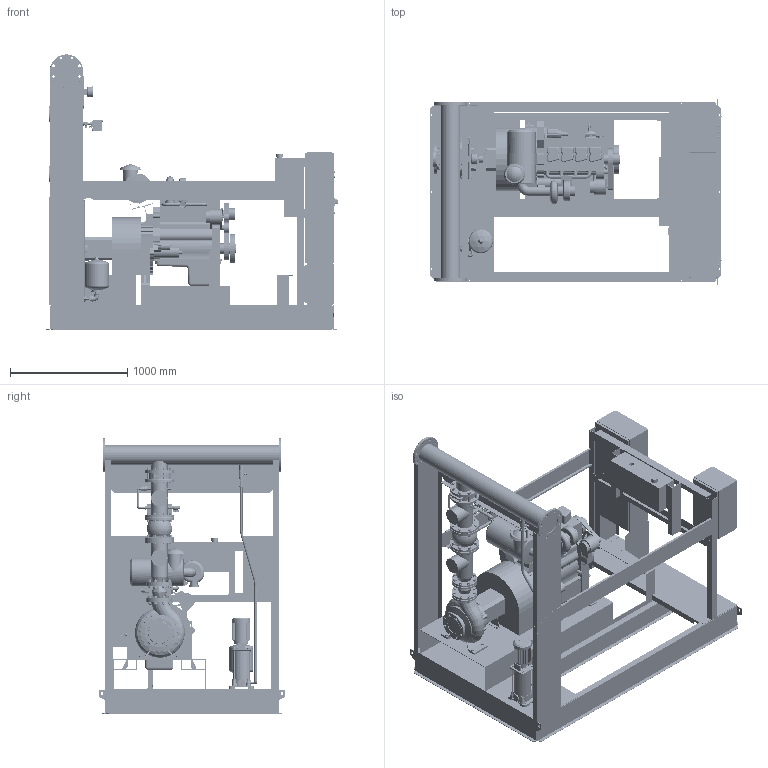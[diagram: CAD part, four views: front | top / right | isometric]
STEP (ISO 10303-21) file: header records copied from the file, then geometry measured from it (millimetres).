
FILE_DESCRIPTION((''),'2;1');
FILE_NAME('3d_Sifire-EN-100_250-247-100_1.1DJ-4183911.stp','2015-05-26T10:11:55',(''),(''),'Mechanical Desktop 2009','Mechanical Desktop 2009',', , ');
FILE_SCHEMA(('CONFIG_CONTROL_DESIGN'));
Length unit declared in the file: millimetre
Products named in the file (1): Product
Bounding box: 2485.5 x 1582 x 2345.5 mm (x, y, z)
Volume: 547567490.3 mm3; surface area: 40959386.8 mm2
Topology: 219 solids, 219 shells, 5507 faces, 13373 edges, 8417 vertices
Faces by surface type: plane 2108, bspline 1418, cylinder 1216, cone 580, torus 156, sphere 29
Full cylindrical faces by diameter (mm): 309 x1
Entity records: 175938 total; most frequent: CARTESIAN_POINT 53078, ORIENTED_EDGE 26678, DIRECTION 23950, EDGE_CURVE 13339, VERTEX_POINT 8416, AXIS2_PLACEMENT_3D 8390, VECTOR 7170, LINE 7170
